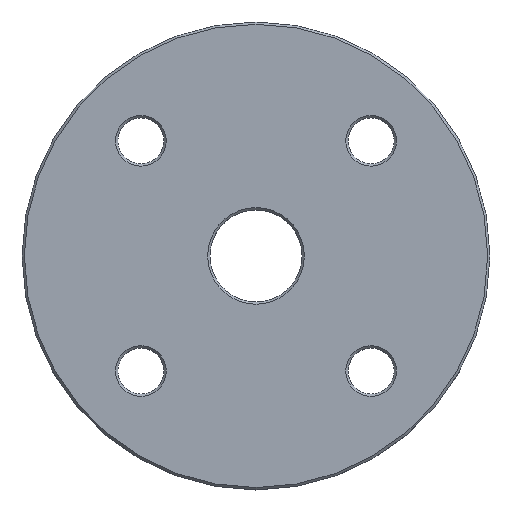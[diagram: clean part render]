
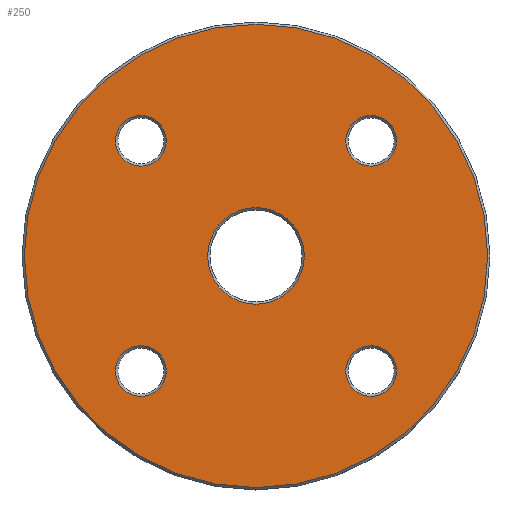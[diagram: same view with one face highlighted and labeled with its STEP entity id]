
A CAD part, top view. The second image highlights one B-rep face of the part: STEP entity #250.
In plain terms, the highlighted planar face has unit normal (0, 0, 1).
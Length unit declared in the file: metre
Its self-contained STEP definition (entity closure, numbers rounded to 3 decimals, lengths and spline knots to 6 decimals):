
#24=PLANE('',#287);
#30=ORIENTED_EDGE('',*,*,#78,.T.);
#31=ORIENTED_EDGE('',*,*,#79,.T.);
#32=ORIENTED_EDGE('',*,*,#80,.T.);
#33=ORIENTED_EDGE('',*,*,#81,.T.);
#34=ORIENTED_EDGE('',*,*,#82,.T.);
#35=ORIENTED_EDGE('',*,*,#83,.T.);
#78=EDGE_CURVE('',#102,#102,#126,.F.);
#79=EDGE_CURVE('',#103,#103,#127,.F.);
#80=EDGE_CURVE('',#104,#104,#128,.F.);
#81=EDGE_CURVE('',#105,#105,#129,.F.);
#82=EDGE_CURVE('',#106,#106,#130,.F.);
#83=EDGE_CURVE('',#107,#107,#131,.T.);
#102=VERTEX_POINT('',#428);
#103=VERTEX_POINT('',#430);
#104=VERTEX_POINT('',#432);
#105=VERTEX_POINT('',#434);
#106=VERTEX_POINT('',#436);
#107=VERTEX_POINT('',#438);
#126=CIRCLE('',#288,0.00275);
#127=CIRCLE('',#289,0.00275);
#128=CIRCLE('',#290,0.00275);
#129=CIRCLE('',#291,0.00275);
#130=CIRCLE('',#292,0.00525);
#131=CIRCLE('',#293,0.02515);
#150=EDGE_LOOP('',(#30));
#151=EDGE_LOOP('',(#31));
#152=EDGE_LOOP('',(#32));
#153=EDGE_LOOP('',(#33));
#154=EDGE_LOOP('',(#34));
#155=EDGE_LOOP('',(#35));
#198=FACE_BOUND('',#150,.T.);
#199=FACE_BOUND('',#151,.T.);
#200=FACE_BOUND('',#152,.T.);
#201=FACE_BOUND('',#153,.T.);
#202=FACE_BOUND('',#154,.T.);
#203=FACE_BOUND('',#155,.T.);
#250=ADVANCED_FACE('',(#198,#199,#200,#201,#202,#203),#24,.T.);
#287=AXIS2_PLACEMENT_3D('',#426,#339,#340);
#288=AXIS2_PLACEMENT_3D('',#427,#341,#342);
#289=AXIS2_PLACEMENT_3D('',#429,#343,#344);
#290=AXIS2_PLACEMENT_3D('',#431,#345,#346);
#291=AXIS2_PLACEMENT_3D('',#433,#347,#348);
#292=AXIS2_PLACEMENT_3D('',#435,#349,#350);
#293=AXIS2_PLACEMENT_3D('',#437,#351,#352);
#339=DIRECTION('',(0.,0.,1.));
#340=DIRECTION('',(1.,0.,0.));
#341=DIRECTION('',(0.,0.,1.));
#342=DIRECTION('',(1.,0.,0.));
#343=DIRECTION('',(0.,0.,1.));
#344=DIRECTION('',(1.,0.,0.));
#345=DIRECTION('',(0.,0.,1.));
#346=DIRECTION('',(1.,0.,0.));
#347=DIRECTION('',(0.,0.,1.));
#348=DIRECTION('',(1.,0.,0.));
#349=DIRECTION('',(0.,0.,1.));
#350=DIRECTION('',(1.,0.,0.));
#351=DIRECTION('',(0.,0.,1.));
#352=DIRECTION('',(1.,0.,0.));
#426=CARTESIAN_POINT('',(0.,0.,0.01));
#427=CARTESIAN_POINT('',(0.0125,0.0125,0.01));
#428=CARTESIAN_POINT('',(0.01525,0.0125,0.01));
#429=CARTESIAN_POINT('',(0.0125,-0.0125,0.01));
#430=CARTESIAN_POINT('',(0.01525,-0.0125,0.01));
#431=CARTESIAN_POINT('',(-0.0125,-0.0125,0.01));
#432=CARTESIAN_POINT('',(-0.00975,-0.0125,0.01));
#433=CARTESIAN_POINT('',(-0.0125,0.0125,0.01));
#434=CARTESIAN_POINT('',(-0.00975,0.0125,0.01));
#435=CARTESIAN_POINT('',(0.,0.,0.01));
#436=CARTESIAN_POINT('',(0.00525,0.,0.01));
#437=CARTESIAN_POINT('',(0.,0.,0.01));
#438=CARTESIAN_POINT('',(0.02515,0.,0.01));
